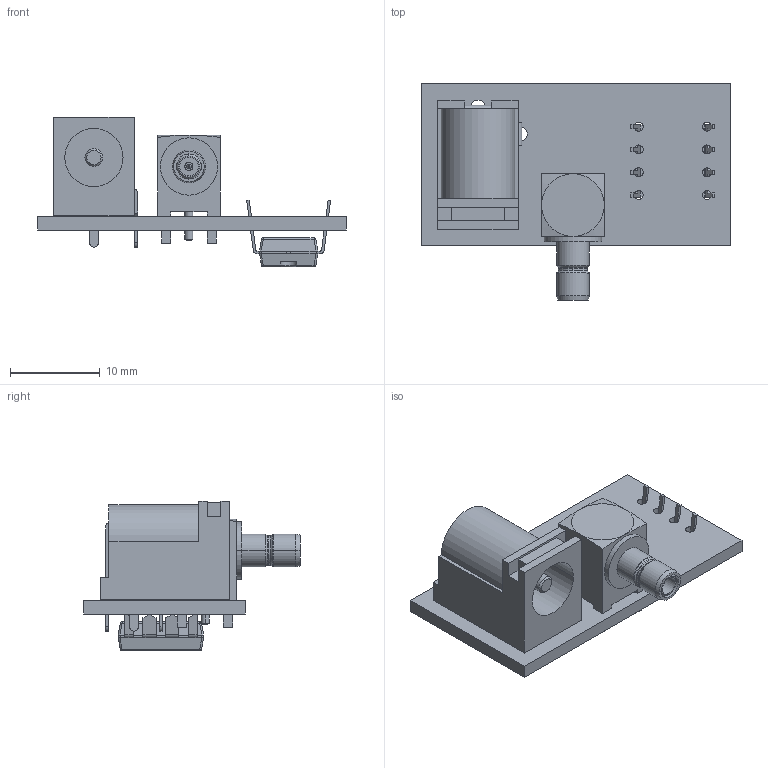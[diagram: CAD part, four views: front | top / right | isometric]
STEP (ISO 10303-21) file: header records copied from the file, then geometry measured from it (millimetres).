
FILE_DESCRIPTION(('KiCad electronic assembly'),'2;1');
FILE_NAME('compact_photodiode_v2.step','2025-04-13T17:04:00',('Pcbnew'), ('Kicad'),'Open CASCADE STEP processor 7.8','KiCad to STEP converter', 'Unknown');
FILE_SCHEMA(('AUTOMOTIVE_DESIGN { 1 0 10303 214 1 1 1 1 }'));
Length unit declared in the file: millimetre
Products named in the file (16): compact_photodiode_v2 1; SMB_Molex_0731000103; SOLID; COMPOUND; Same_Sky_PJ-102AH; NTC0008A; BODY-SO_AF0; LEAD-SO_AF0; LEAD-SO; LEAD-SO_AF2; LEAD-SO_AF1; LEAD-SO_AF3; FRAME; DIE-OPT101; PHOTODIODE; compact_photodiode_v2_PCB
Assembly tree (18 placements, depth 3):
  compact_photodiode_v2 1
    SMB_Molex_0731000103
      SOLID
      COMPOUND
    Same_Sky_PJ-102AH
    NTC0008A
      BODY-SO_AF0
      LEAD-SO_AF0
      LEAD-SO  x4
      LEAD-SO_AF2
      LEAD-SO_AF1
      LEAD-SO_AF3
      FRAME
      DIE-OPT101
      PHOTODIODE
    compact_photodiode_v2_PCB
Bounding box: 34.4 x 24.14 x 16.7 mm (x, y, z)
Volume: 2628.3 mm3; surface area: 3410.2 mm2
Topology: 23 solids, 23 shells, 480 faces, 1223 edges, 821 vertices
Faces by surface type: plane 357, cylinder 84, cone 22, torus 9, sphere 8
Full cylindrical faces by diameter (mm): 1 x9, 1.6 x3, 1.7 x4
Entity records: 14379 total; most frequent: CARTESIAN_POINT 2831, DIRECTION 2193, ORIENTED_EDGE 2190, EDGE_CURVE 1095, LINE 859, VECTOR 859, VERTEX_POINT 709, AXIS2_PLACEMENT_3D 667
